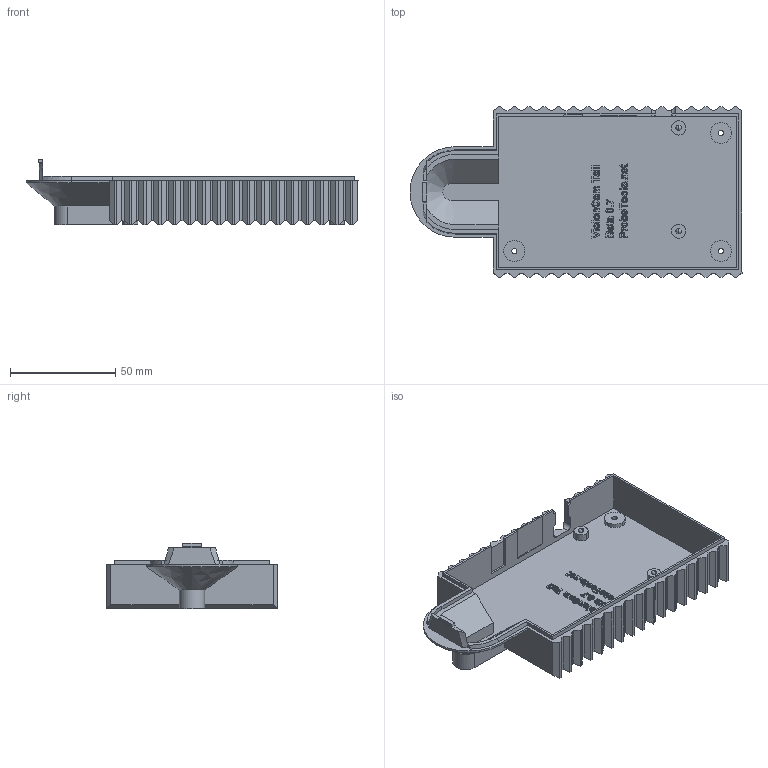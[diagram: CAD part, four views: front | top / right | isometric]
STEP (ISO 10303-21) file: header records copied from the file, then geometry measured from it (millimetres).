
FILE_DESCRIPTION (( 'STEP AP203' ), '1' );
FILE_NAME ('VisionCam Tall Beta 0.7 Back.STEP', '2018-04-13T14:08:44', ( '' ), ( '' ), 'SwSTEP 2.0', 'SolidWorks 2017', '' );
FILE_SCHEMA (( 'CONFIG_CONTROL_DESIGN' ));
Length unit declared in the file: millimetre
Products named in the file (1): VisionCam Tall Beta 0.7 Back
Bounding box: 157.5 x 81 x 31.25 mm (x, y, z)
Volume: 55880.3 mm3; surface area: 42077 mm2
Topology: 1 solids, 1 shells, 786 faces, 2031 edges, 1304 vertices
Faces by surface type: plane 507, bspline 235, cylinder 32, cone 8, sphere 4
Entity records: 34545 total; most frequent: CARTESIAN_POINT 17013, ORIENTED_EDGE 4046, DIRECTION 2723, EDGE_CURVE 2023, LINE 1443, VECTOR 1443, VERTEX_POINT 1300, EDGE_LOOP 853
